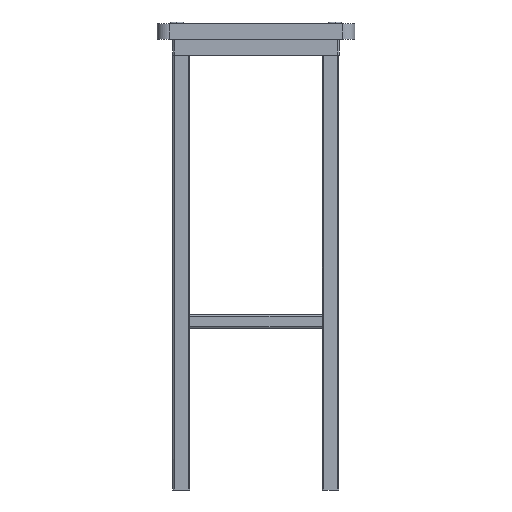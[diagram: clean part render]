
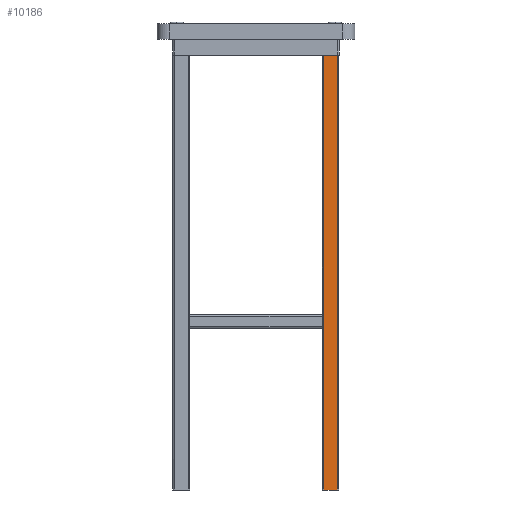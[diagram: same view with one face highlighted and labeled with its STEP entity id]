
A CAD part, left-side view. The second image highlights one B-rep face of the part: STEP entity #10186.
In plain terms, the highlighted planar face has unit normal (-1, 0, 0).
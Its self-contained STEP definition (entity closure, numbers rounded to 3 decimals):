
#5 = VERTEX_POINT ( 'NONE', #12681 ) ;
#660 = LINE ( 'NONE', #16540, #12739 ) ;
#2324 = DIRECTION ( 'NONE',  ( 0., 0., 1. ) ) ;
#2589 = VERTEX_POINT ( 'NONE', #14772 ) ;
#2754 = VECTOR ( 'NONE', #2324, 1000. ) ;
#2827 = CARTESIAN_POINT ( 'NONE',  ( -161.553, -126.186, -40. ) ) ;
#3422 = EDGE_CURVE ( 'NONE', #2589, #14237, #660, .T. ) ;
#3623 = PLANE ( 'NONE',  #18527 ) ;
#4253 = LINE ( 'NONE', #2827, #5948 ) ;
#4779 = DIRECTION ( 'NONE',  ( 1., 0., 0. ) ) ;
#4837 = CARTESIAN_POINT ( 'NONE',  ( -161.553, -109.072, -40. ) ) ;
#5259 = CARTESIAN_POINT ( 'NONE',  ( -161.553, -126.186, -590. ) ) ;
#5948 = VECTOR ( 'NONE', #15974, 1000. ) ;
#5987 = EDGE_CURVE ( 'NONE', #6588, #14237, #4253, .T. ) ;
#6422 = DIRECTION ( 'NONE',  ( 0., 0., 1. ) ) ;
#6560 = FACE_OUTER_BOUND ( 'NONE', #12473, .T. ) ;
#6588 = VERTEX_POINT ( 'NONE', #17099 ) ;
#6766 = EDGE_CURVE ( 'NONE', #5, #6588, #9409, .T. ) ;
#7399 = EDGE_CURVE ( 'NONE', #5, #2589, #10777, .T. ) ;
#7564 = CARTESIAN_POINT ( 'NONE',  ( -161.553, -126.186, -590. ) ) ;
#7645 = ORIENTED_EDGE ( 'NONE', *, *, #6766, .T. ) ;
#7786 = ORIENTED_EDGE ( 'NONE', *, *, #5987, .T. ) ;
#9212 = CARTESIAN_POINT ( 'NONE',  ( -161.553, -126.186, -590. ) ) ;
#9349 = DIRECTION ( 'NONE',  ( 0., 1., 0. ) ) ;
#9409 = LINE ( 'NONE', #5259, #2754 ) ;
#9886 = ORIENTED_EDGE ( 'NONE', *, *, #7399, .F. ) ;
#10186 = ADVANCED_FACE ( 'NONE', ( #6560 ), #3623, .F. ) ;
#10777 = LINE ( 'NONE', #7564, #13036 ) ;
#12473 = EDGE_LOOP ( 'NONE', ( #7786, #17914, #9886, #7645 ) ) ;
#12681 = CARTESIAN_POINT ( 'NONE',  ( -161.553, -126.186, -590. ) ) ;
#12739 = VECTOR ( 'NONE', #6422, 1000. ) ;
#13036 = VECTOR ( 'NONE', #9349, 1000. ) ;
#14237 = VERTEX_POINT ( 'NONE', #4837 ) ;
#14772 = CARTESIAN_POINT ( 'NONE',  ( -161.553, -109.072, -590. ) ) ;
#15974 = DIRECTION ( 'NONE',  ( 0., 1., 0. ) ) ;
#16311 = DIRECTION ( 'NONE',  ( 0., 0., -1. ) ) ;
#16540 = CARTESIAN_POINT ( 'NONE',  ( -161.553, -109.072, -590. ) ) ;
#17099 = CARTESIAN_POINT ( 'NONE',  ( -161.553, -126.186, -40. ) ) ;
#17914 = ORIENTED_EDGE ( 'NONE', *, *, #3422, .F. ) ;
#18527 = AXIS2_PLACEMENT_3D ( 'NONE', #9212, #4779, #16311 ) ;
